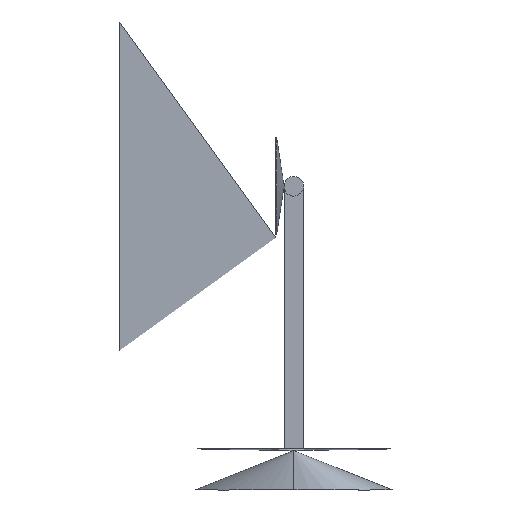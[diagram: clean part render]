
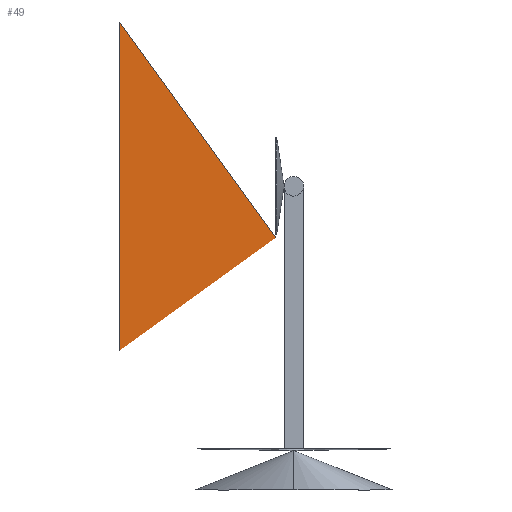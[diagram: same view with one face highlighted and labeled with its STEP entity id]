
A CAD part, left-side view. The second image highlights one B-rep face of the part: STEP entity #49.
In plain terms, the highlighted free-form (B-spline) face has degree [2, 2] with [5, 5] control points.
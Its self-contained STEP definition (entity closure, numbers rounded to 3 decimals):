
#20=FACE_BOUND('',#86,.T.);
#21=B_SPLINE_CURVE_WITH_KNOTS('',3,(#940,#941,#942,#943,#944,#945,#946,
#947,#948,#949,#950,#951,#952,#953,#954,#955,#956,#957,#958,#959,#960,#961,
#962,#963,#964,#965,#966,#967,#968,#969,#970,#971,#972,#973,#974,#975,#976),
 .UNSPECIFIED.,.T.,.F.,(4,2,2,2,3,2,2,2,3,2,2,2,3,2,2,2,4),(0.,15.489,
30.979,46.468,61.957,77.447,92.936,
108.425,123.915,139.404,154.893,170.383,
185.872,201.361,216.851,232.34,247.829),
 .UNSPECIFIED.);
#49=ADVANCED_FACE('',(#67,#20),#239,.T.);
#67=FACE_OUTER_BOUND('',#85,.T.);
#85=EDGE_LOOP('',(#126,#127));
#86=EDGE_LOOP('',(#128));
#126=ORIENTED_EDGE('',*,*,#169,.T.);
#127=ORIENTED_EDGE('',*,*,#167,.F.);
#128=ORIENTED_EDGE('',*,*,#168,.T.);
#167=EDGE_CURVE('',#223,#224,#199,.T.);
#168=EDGE_CURVE('',#225,#225,#21,.T.);
#169=EDGE_CURVE('',#223,#224,#200,.T.);
#199=(
BOUNDED_CURVE()
B_SPLINE_CURVE(2,(#935,#936,#937,#938,#939),.UNSPECIFIED.,.F.,.F.)
B_SPLINE_CURVE_WITH_KNOTS((3,2,3),(-196.35,0.,196.35),
 .UNSPECIFIED.)
CURVE()
GEOMETRIC_REPRESENTATION_ITEM()
RATIONAL_B_SPLINE_CURVE((1.,0.707,1.,0.707,1.))
REPRESENTATION_ITEM('')
);
#200=(
BOUNDED_CURVE()
B_SPLINE_CURVE(2,(#977,#978,#979,#980,#981),.UNSPECIFIED.,.F.,.F.)
B_SPLINE_CURVE_WITH_KNOTS((3,2,3),(-196.35,0.,196.35),
 .UNSPECIFIED.)
CURVE()
GEOMETRIC_REPRESENTATION_ITEM()
RATIONAL_B_SPLINE_CURVE((1.,0.707,1.,0.707,1.))
REPRESENTATION_ITEM('')
);
#223=VERTEX_POINT('',#932);
#224=VERTEX_POINT('',#933);
#225=VERTEX_POINT('',#934);
#239=(
BOUNDED_SURFACE()
B_SPLINE_SURFACE(2,2,((#882,#883,#884,#885,#886),(#887,#888,#889,#890,#891),
(#892,#893,#894,#895,#896),(#897,#898,#899,#900,#901),(#902,#903,#904,#905,
#906)),.UNSPECIFIED.,.F.,.F.,.F.)
B_SPLINE_SURFACE_WITH_KNOTS((3,2,3),(3,2,3),(0.,196.35,392.699),
(-196.35,0.,196.35),.UNSPECIFIED.)
GEOMETRIC_REPRESENTATION_ITEM()
RATIONAL_B_SPLINE_SURFACE(((1.,0.707,1.,0.707,1.),
(0.707,0.5,0.707,0.5,0.707),(1.,0.707,
1.,0.707,1.),(0.707,0.5,0.707,0.5,0.707),
(1.,0.707,1.,0.707,1.)))
REPRESENTATION_ITEM('')
SURFACE()
);
#882=CARTESIAN_POINT('',(0.,106.,85.));
#883=CARTESIAN_POINT('',(-100.,106.,85.));
#884=CARTESIAN_POINT('',(-100.,106.,185.));
#885=CARTESIAN_POINT('',(-100.,106.,285.));
#886=CARTESIAN_POINT('',(0.,106.,285.));
#887=CARTESIAN_POINT('',(0.,106.,85.));
#888=CARTESIAN_POINT('',(-100.,6.,85.));
#889=CARTESIAN_POINT('',(-100.,6.,185.));
#890=CARTESIAN_POINT('',(-100.,6.,285.));
#891=CARTESIAN_POINT('',(0.,106.,285.));
#892=CARTESIAN_POINT('',(0.,106.,85.));
#893=CARTESIAN_POINT('',(0.,6.,85.));
#894=CARTESIAN_POINT('',(0.,6.,185.));
#895=CARTESIAN_POINT('',(0.,6.,285.));
#896=CARTESIAN_POINT('',(0.,106.,285.));
#897=CARTESIAN_POINT('',(0.,106.,85.));
#898=CARTESIAN_POINT('',(100.,6.,85.));
#899=CARTESIAN_POINT('',(100.,6.,185.));
#900=CARTESIAN_POINT('',(100.,6.,285.));
#901=CARTESIAN_POINT('',(0.,106.,285.));
#902=CARTESIAN_POINT('',(0.,106.,85.));
#903=CARTESIAN_POINT('',(100.,106.,85.));
#904=CARTESIAN_POINT('',(100.,106.,185.));
#905=CARTESIAN_POINT('',(100.,106.,285.));
#906=CARTESIAN_POINT('',(0.,106.,285.));
#932=CARTESIAN_POINT('',(0.,106.,85.));
#933=CARTESIAN_POINT('',(0.,106.,285.));
#934=CARTESIAN_POINT('',(0.,11.042,153.647));
#935=CARTESIAN_POINT('',(0.,106.,85.));
#936=CARTESIAN_POINT('',(-100.,106.,85.));
#937=CARTESIAN_POINT('',(-100.,106.,185.));
#938=CARTESIAN_POINT('',(-100.,106.,285.));
#939=CARTESIAN_POINT('',(0.,106.,285.));
#940=CARTESIAN_POINT('',(0.,11.042,153.647));
#941=CARTESIAN_POINT('',(-4.117,11.042,153.647));
#942=CARTESIAN_POINT('',(-8.194,11.042,154.458));
#943=CARTESIAN_POINT('',(-15.802,11.042,157.609));
#944=CARTESIAN_POINT('',(-19.258,11.042,159.919));
#945=CARTESIAN_POINT('',(-25.081,11.042,165.742));
#946=CARTESIAN_POINT('',(-27.391,11.042,169.198));
#947=CARTESIAN_POINT('',(-30.542,11.042,176.806));
#948=CARTESIAN_POINT('',(-31.353,11.042,180.883));
#949=CARTESIAN_POINT('',(-31.353,11.042,185.));
#950=CARTESIAN_POINT('',(-31.353,11.042,189.117));
#951=CARTESIAN_POINT('',(-30.542,11.042,193.194));
#952=CARTESIAN_POINT('',(-27.391,11.042,200.802));
#953=CARTESIAN_POINT('',(-25.081,11.042,204.258));
#954=CARTESIAN_POINT('',(-19.258,11.042,210.081));
#955=CARTESIAN_POINT('',(-15.802,11.042,212.391));
#956=CARTESIAN_POINT('',(-8.194,11.042,215.542));
#957=CARTESIAN_POINT('',(-4.117,11.042,216.353));
#958=CARTESIAN_POINT('',(0.,11.042,216.353));
#959=CARTESIAN_POINT('',(4.117,11.042,216.353));
#960=CARTESIAN_POINT('',(8.194,11.042,215.542));
#961=CARTESIAN_POINT('',(15.802,11.042,212.391));
#962=CARTESIAN_POINT('',(19.258,11.042,210.081));
#963=CARTESIAN_POINT('',(25.081,11.042,204.258));
#964=CARTESIAN_POINT('',(27.391,11.042,200.802));
#965=CARTESIAN_POINT('',(30.542,11.042,193.194));
#966=CARTESIAN_POINT('',(31.353,11.042,189.117));
#967=CARTESIAN_POINT('',(31.353,11.042,185.));
#968=CARTESIAN_POINT('',(31.353,11.042,180.883));
#969=CARTESIAN_POINT('',(30.542,11.042,176.806));
#970=CARTESIAN_POINT('',(27.391,11.042,169.198));
#971=CARTESIAN_POINT('',(25.081,11.042,165.742));
#972=CARTESIAN_POINT('',(19.258,11.042,159.919));
#973=CARTESIAN_POINT('',(15.802,11.042,157.609));
#974=CARTESIAN_POINT('',(8.194,11.042,154.458));
#975=CARTESIAN_POINT('',(4.117,11.042,153.647));
#976=CARTESIAN_POINT('',(0.,11.042,153.647));
#977=CARTESIAN_POINT('',(0.,106.,85.));
#978=CARTESIAN_POINT('',(100.,106.,85.));
#979=CARTESIAN_POINT('',(100.,106.,185.));
#980=CARTESIAN_POINT('',(100.,106.,285.));
#981=CARTESIAN_POINT('',(0.,106.,285.));
